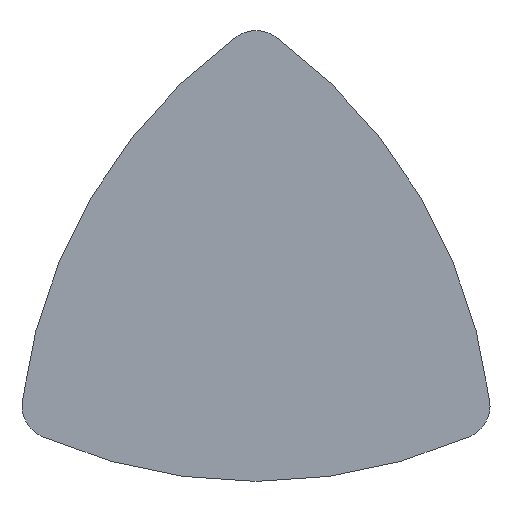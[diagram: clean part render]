
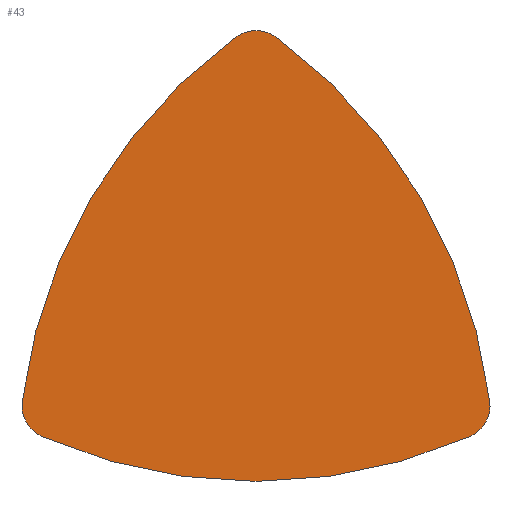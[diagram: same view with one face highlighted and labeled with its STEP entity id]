
A CAD part, top view. The second image highlights one B-rep face of the part: STEP entity #43.
In plain terms, the highlighted planar face has unit normal (0, 0, 1).
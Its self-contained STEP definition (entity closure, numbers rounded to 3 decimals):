
#35=PLANE('',#173);
#43=ADVANCED_FACE('',(#57),#35,.F.);
#57=FACE_OUTER_BOUND('',#65,.T.);
#65=EDGE_LOOP('',(#111,#112,#113,#114,#115,#116));
#111=ORIENTED_EDGE('',*,*,#129,.F.);
#112=ORIENTED_EDGE('',*,*,#146,.F.);
#113=ORIENTED_EDGE('',*,*,#143,.F.);
#114=ORIENTED_EDGE('',*,*,#142,.F.);
#115=ORIENTED_EDGE('',*,*,#137,.F.);
#116=ORIENTED_EDGE('',*,*,#136,.F.);
#117=VERTEX_POINT('',#218);
#118=VERTEX_POINT('',#219);
#123=VERTEX_POINT('',#237);
#124=VERTEX_POINT('',#241);
#127=VERTEX_POINT('',#252);
#128=VERTEX_POINT('',#256);
#129=EDGE_CURVE('',#117,#118,#147,.T.);
#136=EDGE_CURVE('',#118,#123,#149,.T.);
#137=EDGE_CURVE('',#123,#124,#150,.T.);
#142=EDGE_CURVE('',#124,#127,#152,.T.);
#143=EDGE_CURVE('',#127,#128,#153,.T.);
#146=EDGE_CURVE('',#128,#117,#155,.T.);
#147=CIRCLE('',#157,12.5);
#149=CIRCLE('',#160,0.8);
#150=CIRCLE('',#162,12.5);
#152=CIRCLE('',#165,0.8);
#153=CIRCLE('',#167,12.5);
#155=CIRCLE('',#170,0.8);
#157=AXIS2_PLACEMENT_3D('',#217,#176,#177);
#160=AXIS2_PLACEMENT_3D('',#238,#185,#186);
#162=AXIS2_PLACEMENT_3D('',#240,#189,#190);
#165=AXIS2_PLACEMENT_3D('',#253,#197,#198);
#167=AXIS2_PLACEMENT_3D('',#255,#201,#202);
#170=AXIS2_PLACEMENT_3D('',#260,#208,#209);
#173=AXIS2_PLACEMENT_3D('',#263,#214,#215);
#176=DIRECTION('',(0.,0.,-1.));
#177=DIRECTION('',(1.,0.,0.));
#185=DIRECTION('',(0.,0.,-1.));
#186=DIRECTION('',(1.,0.,0.));
#189=DIRECTION('',(0.,0.,-1.));
#190=DIRECTION('',(1.,0.,0.));
#197=DIRECTION('',(0.,0.,-1.));
#198=DIRECTION('',(1.,0.,0.));
#201=DIRECTION('',(0.,0.,-1.));
#202=DIRECTION('',(1.,0.,0.));
#208=DIRECTION('',(0.,0.,-1.));
#209=DIRECTION('',(1.,0.,0.));
#214=DIRECTION('',(0.,0.,-1.));
#215=DIRECTION('',(-1.,0.,0.));
#217=CARTESIAN_POINT('',(6.922,-4.11,0.));
#218=CARTESIAN_POINT('',(-5.483,-2.571,0.));
#219=CARTESIAN_POINT('',(-0.473,5.968,0.));
#237=CARTESIAN_POINT('',(0.473,5.968,0.));
#238=CARTESIAN_POINT('',(0.,5.323,0.));
#240=CARTESIAN_POINT('',(-6.922,-4.11,0.));
#241=CARTESIAN_POINT('',(5.483,-2.571,0.));
#252=CARTESIAN_POINT('',(5.01,-3.402,0.));
#253=CARTESIAN_POINT('',(4.689,-2.669,0.));
#255=CARTESIAN_POINT('',(0.,8.05,0.));
#256=CARTESIAN_POINT('',(-5.01,-3.402,0.));
#260=CARTESIAN_POINT('',(-4.689,-2.669,0.));
#263=CARTESIAN_POINT('',(3.461,0.607,0.));
